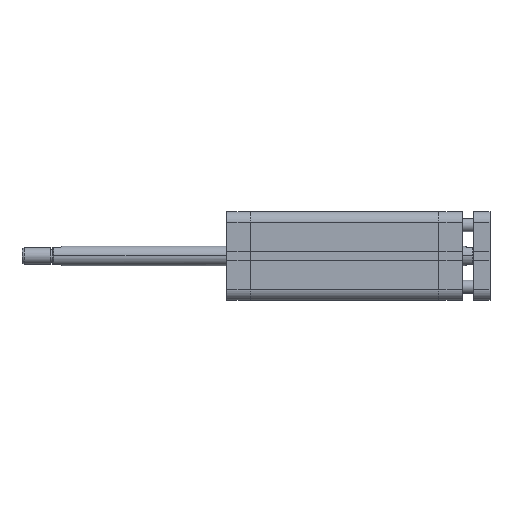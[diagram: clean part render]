
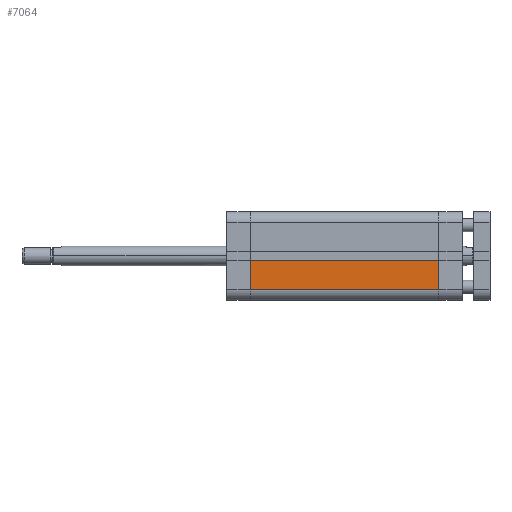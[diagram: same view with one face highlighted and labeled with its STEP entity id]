
A CAD part, front view. The second image highlights one B-rep face of the part: STEP entity #7064.
In plain terms, the highlighted planar face has unit normal (0, -1, 0).
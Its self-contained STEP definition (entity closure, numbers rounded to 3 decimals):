
#1827 = PLANE ( 'NONE',  #16342 ) ;
#2950 = CARTESIAN_POINT ( 'NONE',  ( 116., -27.25, -20.45 ) ) ;
#4193 = CARTESIAN_POINT ( 'NONE',  ( 116., -27.25, -27.25 ) ) ;
#4896 = VERTEX_POINT ( 'NONE', #2950 ) ;
#6079 = CARTESIAN_POINT ( 'NONE',  ( 0., -27.25, -27.25 ) ) ;
#6093 = VECTOR ( 'NONE', #33201, 1000. ) ;
#7064 = ADVANCED_FACE ( 'NONE', ( #18470 ), #1827, .F. ) ;
#8512 = VECTOR ( 'NONE', #29329, 1000. ) ;
#8612 = CARTESIAN_POINT ( 'NONE',  ( 0., -27.25, -20.45 ) ) ;
#10529 = CARTESIAN_POINT ( 'NONE',  ( 116., -27.25, -27.25 ) ) ;
#10615 = LINE ( 'NONE', #21749, #6093 ) ;
#11231 = VERTEX_POINT ( 'NONE', #24282 ) ;
#13768 = VERTEX_POINT ( 'NONE', #8612 ) ;
#14538 = EDGE_CURVE ( 'NONE', #11231, #13768, #26623, .T. ) ;
#15735 = DIRECTION ( 'NONE',  ( 0., 0., -1. ) ) ;
#15807 = EDGE_LOOP ( 'NONE', ( #29034, #22908, #24391, #16149 ) ) ;
#16149 = ORIENTED_EDGE ( 'NONE', *, *, #29407, .F. ) ;
#16342 = AXIS2_PLACEMENT_3D ( 'NONE', #10529, #21481, #29933 ) ;
#17243 = EDGE_CURVE ( 'NONE', #13768, #4896, #10615, .T. ) ;
#17852 = LINE ( 'NONE', #34782, #8512 ) ;
#18470 = FACE_OUTER_BOUND ( 'NONE', #15807, .T. ) ;
#21481 = DIRECTION ( 'NONE',  ( 0., 1., 0. ) ) ;
#21749 = CARTESIAN_POINT ( 'NONE',  ( 116., -27.25, -20.45 ) ) ;
#22851 = EDGE_CURVE ( 'NONE', #27364, #11231, #17852, .T. ) ;
#22908 = ORIENTED_EDGE ( 'NONE', *, *, #14538, .T. ) ;
#24282 = CARTESIAN_POINT ( 'NONE',  ( 0., -27.25, -2.8 ) ) ;
#24391 = ORIENTED_EDGE ( 'NONE', *, *, #17243, .T. ) ;
#24580 = LINE ( 'NONE', #4193, #36481 ) ;
#25881 = DIRECTION ( 'NONE',  ( 0., 0., -1. ) ) ;
#26623 = LINE ( 'NONE', #6079, #33573 ) ;
#27364 = VERTEX_POINT ( 'NONE', #33550 ) ;
#29034 = ORIENTED_EDGE ( 'NONE', *, *, #22851, .T. ) ;
#29329 = DIRECTION ( 'NONE',  ( -1., 0., 0. ) ) ;
#29407 = EDGE_CURVE ( 'NONE', #27364, #4896, #24580, .T. ) ;
#29933 = DIRECTION ( 'NONE',  ( 0., 0., 1. ) ) ;
#33201 = DIRECTION ( 'NONE',  ( 1., 0., 0. ) ) ;
#33550 = CARTESIAN_POINT ( 'NONE',  ( 116., -27.25, -2.8 ) ) ;
#33573 = VECTOR ( 'NONE', #25881, 1000. ) ;
#34782 = CARTESIAN_POINT ( 'NONE',  ( 116.001, -27.25, -2.8 ) ) ;
#36481 = VECTOR ( 'NONE', #15735, 1000. ) ;
